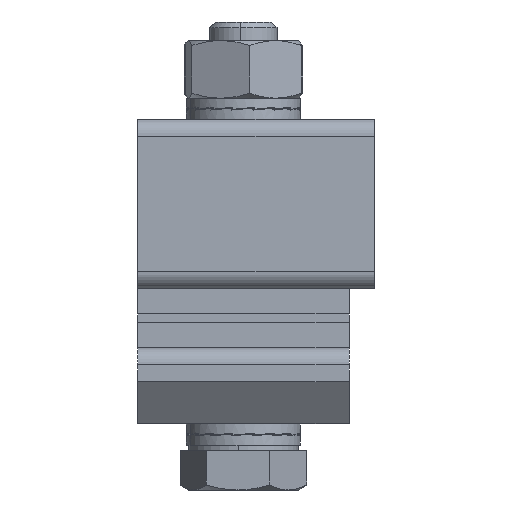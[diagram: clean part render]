
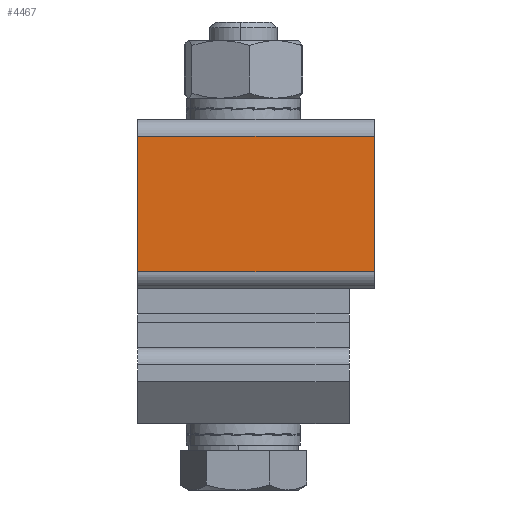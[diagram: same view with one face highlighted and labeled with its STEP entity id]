
A CAD part, left-side view. The second image highlights one B-rep face of the part: STEP entity #4467.
In plain terms, the highlighted planar face has unit normal (-1, 0, 0).
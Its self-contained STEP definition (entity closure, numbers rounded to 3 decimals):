
#100 = CARTESIAN_POINT ( 'NONE',  ( -110., -15.5, 7. ) ) ;
#659 = ORIENTED_EDGE ( 'NONE', *, *, #18047, .T. ) ;
#1350 = EDGE_LOOP ( 'NONE', ( #18077, #13360, #6414, #659 ) ) ;
#1865 = VERTEX_POINT ( 'NONE', #12673 ) ;
#2464 = CARTESIAN_POINT ( 'NONE',  ( -110., -15.5, 9. ) ) ;
#2543 = EDGE_CURVE ( 'NONE', #12683, #18085, #13919, .T. ) ;
#2762 = FACE_OUTER_BOUND ( 'NONE', #1350, .T. ) ;
#2956 = LINE ( 'NONE', #4880, #14591 ) ;
#4467 = ADVANCED_FACE ( 'NONE', ( #2762 ), #8410, .F. ) ;
#4714 = EDGE_CURVE ( 'NONE', #1865, #5930, #18450, .T. ) ;
#4880 = CARTESIAN_POINT ( 'NONE',  ( -110., 12.5, 25. ) ) ;
#5914 = LINE ( 'NONE', #17304, #11233 ) ;
#5930 = VERTEX_POINT ( 'NONE', #19541 ) ;
#6005 = DIRECTION ( 'NONE',  ( 0., -1., 0. ) ) ;
#6414 = ORIENTED_EDGE ( 'NONE', *, *, #4714, .F. ) ;
#6564 = DIRECTION ( 'NONE',  ( 0., 0., -1. ) ) ;
#6693 = DIRECTION ( 'NONE',  ( 0., 0., 1. ) ) ;
#6700 = DIRECTION ( 'NONE',  ( 1., 0., 0. ) ) ;
#8127 = VECTOR ( 'NONE', #6693, 1000. ) ;
#8410 = PLANE ( 'NONE',  #13646 ) ;
#11233 = VECTOR ( 'NONE', #6005, 1000. ) ;
#11336 = DIRECTION ( 'NONE',  ( 0., 1., 0. ) ) ;
#11647 = CARTESIAN_POINT ( 'NONE',  ( -110., 12.5, 7. ) ) ;
#12030 = EDGE_CURVE ( 'NONE', #18085, #5930, #2956, .T. ) ;
#12199 = DIRECTION ( 'NONE',  ( 0., 0., 1. ) ) ;
#12673 = CARTESIAN_POINT ( 'NONE',  ( -110., 12.5, 9. ) ) ;
#12683 = VERTEX_POINT ( 'NONE', #2464 ) ;
#13360 = ORIENTED_EDGE ( 'NONE', *, *, #12030, .T. ) ;
#13646 = AXIS2_PLACEMENT_3D ( 'NONE', #11647, #6700, #6564 ) ;
#13919 = LINE ( 'NONE', #100, #8127 ) ;
#14110 = VECTOR ( 'NONE', #12199, 1000. ) ;
#14247 = CARTESIAN_POINT ( 'NONE',  ( -110., -15.5, 25. ) ) ;
#14591 = VECTOR ( 'NONE', #11336, 1000. ) ;
#15375 = CARTESIAN_POINT ( 'NONE',  ( -110., 12.5, 7. ) ) ;
#17304 = CARTESIAN_POINT ( 'NONE',  ( -110., -15.5, 9. ) ) ;
#18047 = EDGE_CURVE ( 'NONE', #1865, #12683, #5914, .T. ) ;
#18077 = ORIENTED_EDGE ( 'NONE', *, *, #2543, .T. ) ;
#18085 = VERTEX_POINT ( 'NONE', #14247 ) ;
#18450 = LINE ( 'NONE', #15375, #14110 ) ;
#19541 = CARTESIAN_POINT ( 'NONE',  ( -110., 12.5, 25. ) ) ;
